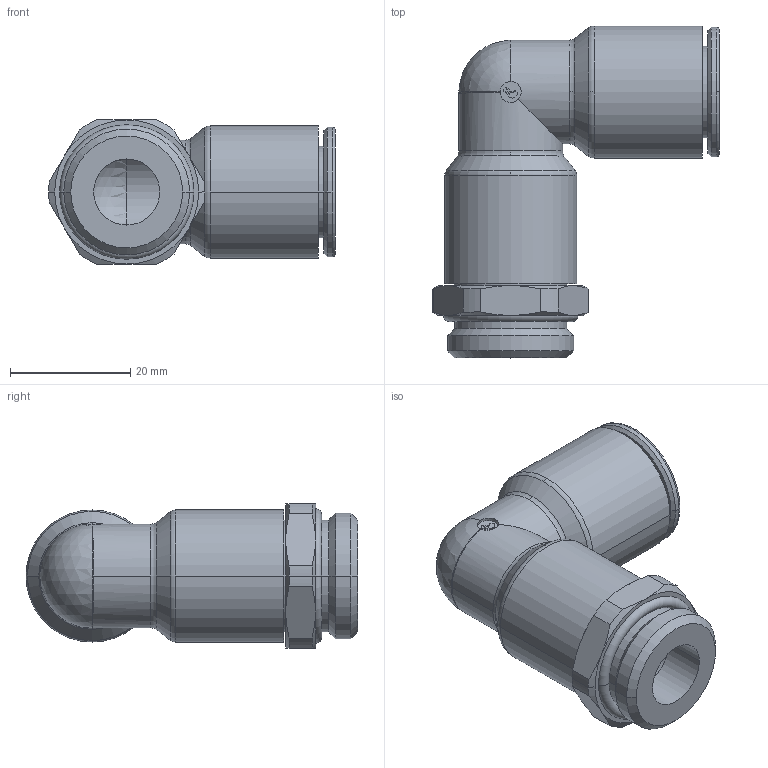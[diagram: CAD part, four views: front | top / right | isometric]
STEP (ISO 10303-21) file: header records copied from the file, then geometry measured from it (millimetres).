
FILE_DESCRIPTION(('STEP AP214'),'1');
FILE_NAME('3169_14_21.stp','2016-07-07T14:53:07',('TraceParts'),('TraceParts S.A.'),'Spatial InterOp 3D',' ',' ');
FILE_SCHEMA(('automotive_design'));
Length unit declared in the file: millimetre
Products named in the file (1): 1
Bounding box: 47.76 x 55.3 x 24 mm (x, y, z)
Volume: 14635.8 mm3; surface area: 9874.6 mm2
Topology: 1 solids, 1 shells, 114 faces, 292 edges, 178 vertices
Faces by surface type: cylinder 40, plane 31, cone 26, torus 12, sphere 5
Entity records: 3829 total; most frequent: CARTESIAN_POINT 1064, DIRECTION 627, ORIENTED_EDGE 562, EDGE_CURVE 281, AXIS2_PLACEMENT_3D 264, VERTEX_POINT 178, CIRCLE 145, EDGE_LOOP 125
